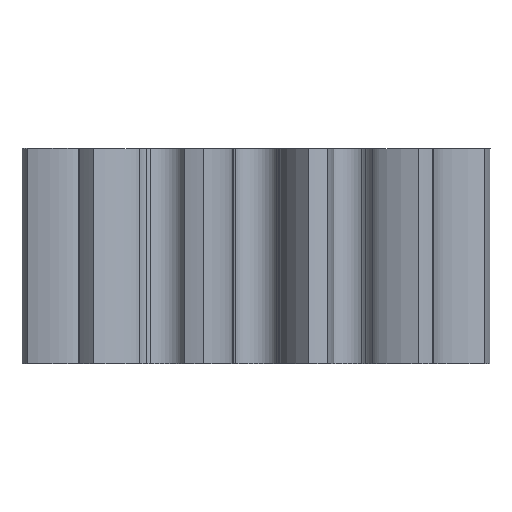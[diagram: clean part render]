
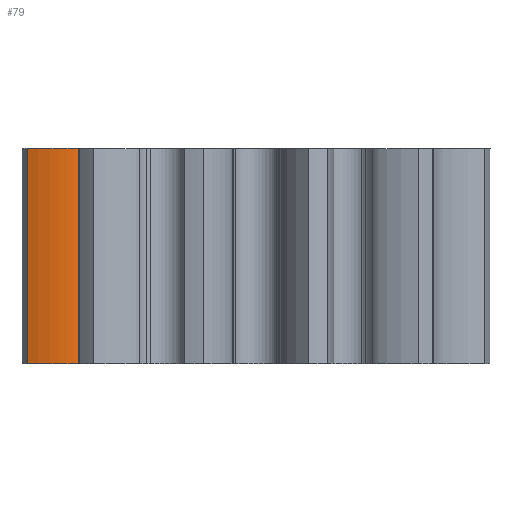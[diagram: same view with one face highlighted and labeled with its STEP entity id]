
A CAD part, left-side view. The second image highlights one B-rep face of the part: STEP entity #79.
In plain terms, the highlighted free-form (B-spline) face has degree [3, 1] with [12, 2] control points.
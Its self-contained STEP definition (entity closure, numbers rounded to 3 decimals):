
#21 = VERTEX_POINT ( 'NONE', #929 ) ;
#45 = EDGE_CURVE ( 'NONE', #1357, #4635, #786, .T. ) ;
#70 = ORIENTED_EDGE ( 'NONE', *, *, #3821, .F. ) ;
#79 = ADVANCED_FACE ( 'NONE', ( #4600 ), #4221, .F. ) ;
#112 = CARTESIAN_POINT ( 'NONE',  ( -1.781, 4.864, 2.5 ) ) ;
#157 = CARTESIAN_POINT ( 'NONE',  ( -1.805, 4.379, 2.5 ) ) ;
#229 = CARTESIAN_POINT ( 'NONE',  ( -1.812, 4.541, 2.5 ) ) ;
#256 = VECTOR ( 'NONE', #1426, 1000. ) ;
#314 = DIRECTION ( 'NONE',  ( 0., 0., 1. ) ) ;
#326 = CARTESIAN_POINT ( 'NONE',  ( -1.665, 5.315, -2.5 ) ) ;
#335 = CARTESIAN_POINT ( 'NONE',  ( -1.761, 4.971, -2.5 ) ) ;
#694 = CARTESIAN_POINT ( 'NONE',  ( -1.807, 4.649, -2.5 ) ) ;
#767 = CARTESIAN_POINT ( 'NONE',  ( -1.779, 4.221, -2.5 ) ) ;
#786 = B_SPLINE_CURVE_WITH_KNOTS ( 'NONE', 3,
 ( #2320, #3181, #3598, #2749, #157, #2340, #3620, #112, #1040, #4037, #1471, #1923 ),
 .UNSPECIFIED., .F., .F.,
 ( 4, 2, 2, 2, 2, 4 ),
 ( 0., 0.125, 0.25, 0.5, 0.75, 0.943 ),
 .UNSPECIFIED. ) ;
#924 = VERTEX_POINT ( 'NONE', #5251 ) ;
#929 = CARTESIAN_POINT ( 'NONE',  ( -1.74, 4.119, -2.5 ) ) ;
#933 = LINE ( 'NONE', #4402, #256 ) ;
#1040 = CARTESIAN_POINT ( 'NONE',  ( -1.761, 4.971, 2.5 ) ) ;
#1129 = CARTESIAN_POINT ( 'NONE',  ( -1.807, 4.649, 2.5 ) ) ;
#1238 = CARTESIAN_POINT ( 'NONE',  ( -1.801, 4.325, -2.5 ) ) ;
#1357 = VERTEX_POINT ( 'NONE', #2150 ) ;
#1426 = DIRECTION ( 'NONE',  ( 0., 0., 1. ) ) ;
#1471 = CARTESIAN_POINT ( 'NONE',  ( -1.691, 5.236, 2.5 ) ) ;
#1481 = CARTESIAN_POINT ( 'NONE',  ( -1.665, 5.315, 0. ) ) ;
#1522 = CARTESIAN_POINT ( 'NONE',  ( -1.801, 4.325, 2.5 ) ) ;
#1597 = CARTESIAN_POINT ( 'NONE',  ( -1.761, 4.971, 2.5 ) ) ;
#1630 = CARTESIAN_POINT ( 'NONE',  ( -1.812, 4.541, -2.5 ) ) ;
#1883 = EDGE_LOOP ( 'NONE', ( #2276, #70, #1919, #5523 ) ) ;
#1919 = ORIENTED_EDGE ( 'NONE', *, *, #4831, .T. ) ;
#1923 = CARTESIAN_POINT ( 'NONE',  ( -1.665, 5.315, 2.5 ) ) ;
#1998 = CARTESIAN_POINT ( 'NONE',  ( -1.779, 4.221, -2.5 ) ) ;
#2027 = CARTESIAN_POINT ( 'NONE',  ( -1.74, 4.119, -2.5 ) ) ;
#2031 = CARTESIAN_POINT ( 'NONE',  ( -1.715, 5.156, 2.5 ) ) ;
#2064 = CARTESIAN_POINT ( 'NONE',  ( -1.715, 5.156, -2.5 ) ) ;
#2150 = CARTESIAN_POINT ( 'NONE',  ( -1.74, 4.119, 2.5 ) ) ;
#2276 = ORIENTED_EDGE ( 'NONE', *, *, #5292, .F. ) ;
#2320 = CARTESIAN_POINT ( 'NONE',  ( -1.74, 4.119, 2.5 ) ) ;
#2340 = CARTESIAN_POINT ( 'NONE',  ( -1.812, 4.541, 2.5 ) ) ;
#2398 = CARTESIAN_POINT ( 'NONE',  ( -1.812, 4.541, -2.5 ) ) ;
#2449 = CARTESIAN_POINT ( 'NONE',  ( -1.805, 4.379, -2.5 ) ) ;
#2543 = CARTESIAN_POINT ( 'NONE',  ( -1.781, 4.864, 2.5 ) ) ;
#2558 = CARTESIAN_POINT ( 'NONE',  ( -1.691, 5.236, -2.5 ) ) ;
#2749 = CARTESIAN_POINT ( 'NONE',  ( -1.801, 4.325, 2.5 ) ) ;
#2810 = CARTESIAN_POINT ( 'NONE',  ( -1.665, 5.315, 2.5 ) ) ;
#2885 = VECTOR ( 'NONE', #314, 1000. ) ;
#2931 = CARTESIAN_POINT ( 'NONE',  ( -1.691, 5.236, -2.5 ) ) ;
#2957 = CARTESIAN_POINT ( 'NONE',  ( -1.715, 5.156, -2.5 ) ) ;
#3181 = CARTESIAN_POINT ( 'NONE',  ( -1.76, 4.17, 2.5 ) ) ;
#3248 = CARTESIAN_POINT ( 'NONE',  ( -1.76, 4.17, 2.5 ) ) ;
#3267 = CARTESIAN_POINT ( 'NONE',  ( -1.805, 4.379, 2.5 ) ) ;
#3546 = LINE ( 'NONE', #1481, #2885 ) ;
#3598 = CARTESIAN_POINT ( 'NONE',  ( -1.779, 4.221, 2.5 ) ) ;
#3620 = CARTESIAN_POINT ( 'NONE',  ( -1.807, 4.649, 2.5 ) ) ;
#3690 = CARTESIAN_POINT ( 'NONE',  ( -1.74, 4.119, 2.5 ) ) ;
#3758 = CARTESIAN_POINT ( 'NONE',  ( -1.805, 4.379, -2.5 ) ) ;
#3821 = EDGE_CURVE ( 'NONE', #21, #924, #5188, .T. ) ;
#4037 = CARTESIAN_POINT ( 'NONE',  ( -1.715, 5.156, 2.5 ) ) ;
#4092 = CARTESIAN_POINT ( 'NONE',  ( -1.76, 4.17, -2.5 ) ) ;
#4156 = CARTESIAN_POINT ( 'NONE',  ( -1.781, 4.864, -2.5 ) ) ;
#4221 = B_SPLINE_SURFACE_WITH_KNOTS ( 'NONE', 3, 1, ( 
 ( #5356, #3690 ),
 ( #4092, #3248 ),
 ( #1998, #4934 ),
 ( #4965, #1522 ),
 ( #2449, #3267 ),
 ( #2398, #229 ),
 ( #694, #1129 ),
 ( #4156, #2543 ),
 ( #4570, #1597 ),
 ( #2957, #2031 ),
 ( #2931, #5493 ),
 ( #326, #5002 ) ),
 .UNSPECIFIED., .F., .F., .F.,
 ( 4, 2, 2, 2, 2, 4 ),
 ( 2, 2 ),
 ( 0., 0.125, 0.25, 0.5, 0.75, 0.943 ),
 ( 0., 1. ),
 .UNSPECIFIED. ) ;
#4223 = CARTESIAN_POINT ( 'NONE',  ( -1.665, 5.315, -2.5 ) ) ;
#4237 = CARTESIAN_POINT ( 'NONE',  ( -1.781, 4.864, -2.5 ) ) ;
#4402 = CARTESIAN_POINT ( 'NONE',  ( -1.74, 4.119, -2.543 ) ) ;
#4570 = CARTESIAN_POINT ( 'NONE',  ( -1.761, 4.971, -2.5 ) ) ;
#4600 = FACE_OUTER_BOUND ( 'NONE', #1883, .T. ) ;
#4605 = CARTESIAN_POINT ( 'NONE',  ( -1.76, 4.17, -2.5 ) ) ;
#4635 = VERTEX_POINT ( 'NONE', #2810 ) ;
#4831 = EDGE_CURVE ( 'NONE', #21, #1357, #933, .T. ) ;
#4934 = CARTESIAN_POINT ( 'NONE',  ( -1.779, 4.221, 2.5 ) ) ;
#4965 = CARTESIAN_POINT ( 'NONE',  ( -1.801, 4.325, -2.5 ) ) ;
#5002 = CARTESIAN_POINT ( 'NONE',  ( -1.665, 5.315, 2.5 ) ) ;
#5088 = CARTESIAN_POINT ( 'NONE',  ( -1.807, 4.649, -2.5 ) ) ;
#5188 = B_SPLINE_CURVE_WITH_KNOTS ( 'NONE', 3,
 ( #2027, #4605, #767, #1238, #3758, #1630, #5088, #4237, #335, #2064, #2558, #4223 ),
 .UNSPECIFIED., .F., .F.,
 ( 4, 2, 2, 2, 2, 4 ),
 ( 0., 0.125, 0.25, 0.5, 0.75, 0.943 ),
 .UNSPECIFIED. ) ;
#5251 = CARTESIAN_POINT ( 'NONE',  ( -1.665, 5.315, -2.5 ) ) ;
#5292 = EDGE_CURVE ( 'NONE', #924, #4635, #3546, .T. ) ;
#5356 = CARTESIAN_POINT ( 'NONE',  ( -1.74, 4.119, -2.5 ) ) ;
#5493 = CARTESIAN_POINT ( 'NONE',  ( -1.691, 5.236, 2.5 ) ) ;
#5523 = ORIENTED_EDGE ( 'NONE', *, *, #45, .T. ) ;
